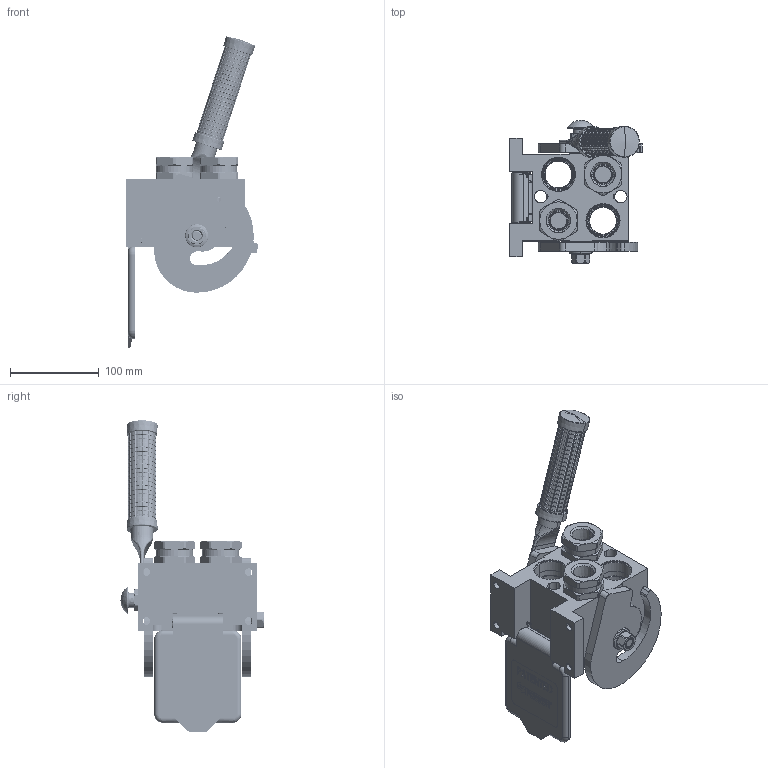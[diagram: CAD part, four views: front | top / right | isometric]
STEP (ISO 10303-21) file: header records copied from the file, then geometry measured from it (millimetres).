
FILE_DESCRIPTION (( 'STEP AP214' ), '1' );
FILE_NAME ('FASTER.step', '2025-12-09T14:57:04', ( '' ), ( '' ), 'SwSTEP 2.0', 'SolidWorks 2017', '' );
FILE_SCHEMA (( 'AUTOMOTIVE_DESIGN' ));
Length unit declared in the file: millimetre
Products named in the file (31): FASTER; 4830_025_1000_000; 4820_024_1002_011; et011; or1_5x7_m; 4830_070_0000_001; 4830_020_4000_000; 4250_014_1000_000; 2ffnb34_npt_f; 4830_001_0005_301; 1540_080_0012_000; A_2ffnb34_npt_f; 4830_022_0000_011; 4820_001_0004_000; 4850_024_6001_021; 4850_024_6002_020; 4150_072_1000_200; 4810_001_0001_014; sicura_p5; 4850_024_0000_012; 0048_042_0412_000; 4850_024_6001_000; 4830_001_0005_300; 4830_025_0000_001; or2_62x17_86; P412_F_BASE; 4830_025_2000_000; 4850_024_5001_010; 4850_024_6001_000_ASM; curs_molla_34
Assembly tree (32 placements, depth 4):
  FASTER
    P412_F_BASE
      4830_020_4000_000
      4810_001_0001_014
      4820_001_0004_000
      4830_025_1000_000
      4830_022_0000_011
      4830_070_0000_001
      4830_001_0005_301
      4830_001_0005_300
    A_2ffnb34_npt_f  x2
      curs_molla_34
        4150_072_1000_200
        4250_014_1000_000
      2ffnb34_npt_f
        2ffnb34_npt_f
    4850_024_6001_000
      4850_024_6001_000_ASM
        4850_024_5001_010
        4850_024_6001_021
        4820_024_1002_011
      sicura_p5
        4830_025_0000_001
        or1_5x7_m
        0048_042_0412_000
      4850_024_6002_020
      4850_024_0000_012
      1540_080_0012_000
      4830_025_2000_000
      or2_62x17_86  x2
    et011
Bounding box: 148.95 x 160.93 x 350 mm (x, y, z)
Volume: 246431.2 mm3; surface area: 327891.6 mm2
Topology: 21 solids, 49 shells, 4470 faces, 11997 edges, 7694 vertices
Faces by surface type: plane 1844, cylinder 1645, torus 455, cone 258, bspline 237, sphere 31
Entity records: 187714 total; most frequent: CARTESIAN_POINT 84020, ORIENTED_EDGE 22237, DIRECTION 18556, EDGE_CURVE 11214, VERTEX_POINT 7202, VECTOR 6336, LINE 6336, AXIS2_PLACEMENT_3D 6110
